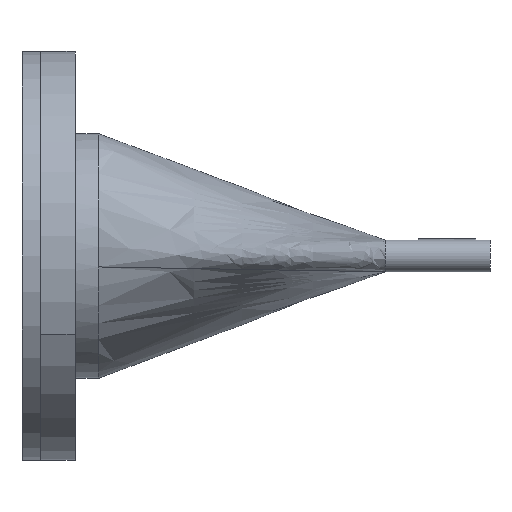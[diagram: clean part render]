
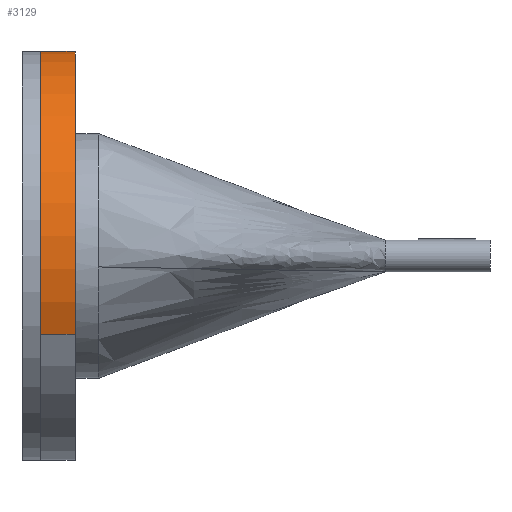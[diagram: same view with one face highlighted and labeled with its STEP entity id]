
A CAD part, front view. The second image highlights one B-rep face of the part: STEP entity #3129.
In plain terms, the highlighted cylindrical face has radius 142.5 mm (diameter 285 mm), a partial arc.
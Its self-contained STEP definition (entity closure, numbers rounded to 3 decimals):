
#42 = CARTESIAN_POINT ( 'NONE',  ( 54.532, -131.653, 24. ) ) ;
#2103 = VERTEX_POINT ( 'NONE', #3600 ) ;
#2240 = DIRECTION ( 'NONE',  ( 0., 0., -1. ) ) ;
#2994 = CARTESIAN_POINT ( 'NONE',  ( 0., 0., 24. ) ) ;
#3129 = ADVANCED_FACE ( 'NONE', ( #15880 ), #26232, .T. ) ;
#3337 = LINE ( 'NONE', #13672, #26641 ) ;
#3600 = CARTESIAN_POINT ( 'NONE',  ( 54.532, -131.653, 0. ) ) ;
#4309 = ORIENTED_EDGE ( 'NONE', *, *, #11873, .T. ) ;
#5868 = VERTEX_POINT ( 'NONE', #42 ) ;
#7599 = VERTEX_POINT ( 'NONE', #20006 ) ;
#7688 = ORIENTED_EDGE ( 'NONE', *, *, #8117, .T. ) ;
#7786 = EDGE_CURVE ( 'NONE', #5868, #2103, #3337, .T. ) ;
#8117 = EDGE_CURVE ( 'NONE', #7599, #12558, #22463, .T. ) ;
#8338 = VECTOR ( 'NONE', #2240, 1000. ) ;
#8386 = DIRECTION ( 'NONE',  ( 0., 0., 1. ) ) ;
#9698 = CARTESIAN_POINT ( 'NONE',  ( -142.5, 0., 24. ) ) ;
#10868 = AXIS2_PLACEMENT_3D ( 'NONE', #20904, #23263, #28670 ) ;
#10921 = AXIS2_PLACEMENT_3D ( 'NONE', #2994, #23696, #31520 ) ;
#11389 = ORIENTED_EDGE ( 'NONE', *, *, #30622, .F. ) ;
#11873 = EDGE_CURVE ( 'NONE', #12558, #2103, #29965, .T. ) ;
#12558 = VERTEX_POINT ( 'NONE', #31511 ) ;
#13578 = CIRCLE ( 'NONE', #10868, 142.5 ) ;
#13672 = CARTESIAN_POINT ( 'NONE',  ( 54.532, -131.653, 24. ) ) ;
#15880 = FACE_OUTER_BOUND ( 'NONE', #17572, .T. ) ;
#17572 = EDGE_LOOP ( 'NONE', ( #11389, #7688, #4309, #25837 ) ) ;
#20006 = CARTESIAN_POINT ( 'NONE',  ( -142.5, 0., 24. ) ) ;
#20904 = CARTESIAN_POINT ( 'NONE',  ( 0., 0., 24. ) ) ;
#21290 = DIRECTION ( 'NONE',  ( 1., 0., 0. ) ) ;
#22396 = AXIS2_PLACEMENT_3D ( 'NONE', #33231, #8386, #21290 ) ;
#22463 = LINE ( 'NONE', #9698, #8338 ) ;
#23263 = DIRECTION ( 'NONE',  ( 0., 0., 1. ) ) ;
#23696 = DIRECTION ( 'NONE',  ( 0., 0., -1. ) ) ;
#24053 = DIRECTION ( 'NONE',  ( 0., 0., -1. ) ) ;
#25837 = ORIENTED_EDGE ( 'NONE', *, *, #7786, .F. ) ;
#26232 = CYLINDRICAL_SURFACE ( 'NONE', #10921, 142.5 ) ;
#26641 = VECTOR ( 'NONE', #24053, 1000. ) ;
#28670 = DIRECTION ( 'NONE',  ( 1., 0., 0. ) ) ;
#29965 = CIRCLE ( 'NONE', #22396, 142.5 ) ;
#30622 = EDGE_CURVE ( 'NONE', #7599, #5868, #13578, .T. ) ;
#31511 = CARTESIAN_POINT ( 'NONE',  ( -142.5, 0., 0. ) ) ;
#31520 = DIRECTION ( 'NONE',  ( -1., 0., 0. ) ) ;
#33231 = CARTESIAN_POINT ( 'NONE',  ( 0., 0., 0. ) ) ;
